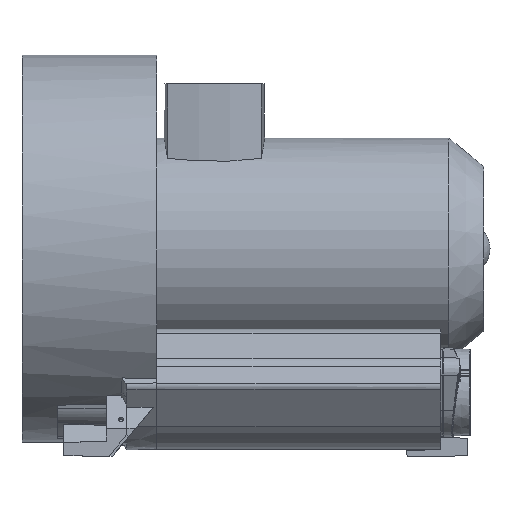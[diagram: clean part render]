
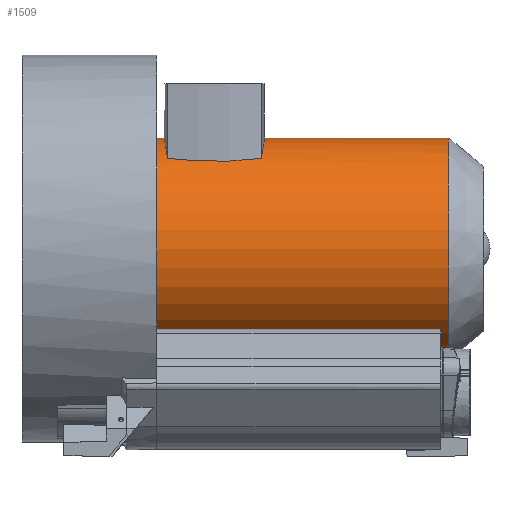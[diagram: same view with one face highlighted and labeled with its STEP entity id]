
A CAD part, left-side view. The second image highlights one B-rep face of the part: STEP entity #1509.
In plain terms, the highlighted cylindrical face has radius 160 mm (diameter 320 mm), a partial arc.
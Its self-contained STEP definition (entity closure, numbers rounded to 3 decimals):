
#300 = CARTESIAN_POINT ( 'NONE',  ( 0., -138.3, -160. ) ) ;
#590 = CARTESIAN_POINT ( 'NONE',  ( -78.479, -290.984, 139.669 ) ) ;
#626 = CARTESIAN_POINT ( 'NONE',  ( -72.903, -152.127, 142.441 ) ) ;
#795 = CARTESIAN_POINT ( 'NONE',  ( 0., -149.37, 160. ) ) ;
#799 = VERTEX_POINT ( 'NONE', #5657 ) ;
#863 = VERTEX_POINT ( 'NONE', #300 ) ;
#962 = CARTESIAN_POINT ( 'NONE',  ( -78.327, -152.638, 139.531 ) ) ;
#1076 = CARTESIAN_POINT ( 'NONE',  ( -16.378, -294.32, 159.369 ) ) ;
#1238 = CARTESIAN_POINT ( 'NONE',  ( -46.484, -293.352, 153.102 ) ) ;
#1509 = ADVANCED_FACE ( 'NONE', ( #28107 ), #5660, .T. ) ;
#1963 = VERTEX_POINT ( 'NONE', #14914 ) ;
#2590 = ORIENTED_EDGE ( 'NONE', *, *, #9332, .F. ) ;
#2934 = LINE ( 'NONE', #27985, #29160 ) ;
#2977 = VERTEX_POINT ( 'NONE', #17779 ) ;
#3064 = CARTESIAN_POINT ( 'NONE',  ( -16.303, -149.279, 159.379 ) ) ;
#3514 = CARTESIAN_POINT ( 'NONE',  ( -63.883, -292.264, 146.92 ) ) ;
#3553 = CARTESIAN_POINT ( 'NONE',  ( -56.189, -150.78, 150.031 ) ) ;
#3568 = CARTESIAN_POINT ( 'NONE',  ( -98.002, -210.325, 126.474 ) ) ;
#3672 = CARTESIAN_POINT ( 'NONE',  ( -92.244, -289.455, 130.733 ) ) ;
#3708 = CARTESIAN_POINT ( 'NONE',  ( -26.46, -149.488, 157.81 ) ) ;
#5404 = CARTESIAN_POINT ( 'NONE',  ( -95.495, -266.922, 128.381 ) ) ;
#5657 = CARTESIAN_POINT ( 'NONE',  ( 0., -294.23, 160. ) ) ;
#5660 = CYLINDRICAL_SURFACE ( 'NONE', #8811, 160. ) ;
#5924 = VERTEX_POINT ( 'NONE', #26918 ) ;
#6304 = CARTESIAN_POINT ( 'NONE',  ( -97.519, -199.056, 126.852 ) ) ;
#6326 = ORIENTED_EDGE ( 'NONE', *, *, #27026, .T. ) ;
#6489 = DIRECTION ( 'NONE',  ( 0., -1., 0. ) ) ;
#7055 = CIRCLE ( 'NONE', #21366, 160. ) ;
#7880 = CARTESIAN_POINT ( 'NONE',  ( -38.521, -293.724, 155.307 ) ) ;
#8044 = CARTESIAN_POINT ( 'NONE',  ( -47.47, -293.3, 152.799 ) ) ;
#8067 = DIRECTION ( 'NONE',  ( 0., -1., 0. ) ) ;
#8172 = DIRECTION ( 'NONE',  ( 0., 0., -1. ) ) ;
#8572 = B_SPLINE_CURVE_WITH_KNOTS ( 'NONE', 3,
 ( #28439, #11106, #15769, #6304, #3568, #13376, #16064, #25887, #5404, #13693, #11260, #21046 ),
 .UNSPECIFIED., .F., .F.,
 ( 4, 2, 2, 2, 2, 4 ),
 ( 0., 0.034, 0.068, 0.102, 0.118, 0.135 ),
 .UNSPECIFIED. ) ;
#8811 = AXIS2_PLACEMENT_3D ( 'NONE', #10759, #8067, #11074 ) ;
#9332 = EDGE_CURVE ( 'NONE', #799, #10823, #30002, .T. ) ;
#9653 = DIRECTION ( 'NONE',  ( 0., 1., 0. ) ) ;
#9708 = B_SPLINE_CURVE_WITH_KNOTS ( 'NONE', 3,
 ( #3672, #10887, #590, #3514, #30009, #8044, #1238, #22938, #29849, #28084, #7880, #23093, #17791, #1076, #25354, #20366 ),
 .UNSPECIFIED., .F., .F.,
 ( 4, 2, 2, 2, 2, 2, 2, 4 ),
 ( 0., 0.025, 0.049, 0.052, 0.055, 0.061, 0.074, 0.098 ),
 .UNSPECIFIED. ) ;
#9941 = DIRECTION ( 'NONE',  ( 0., -1., 0. ) ) ;
#10404 = CARTESIAN_POINT ( 'NONE',  ( 0., -89.25, 160. ) ) ;
#10759 = CARTESIAN_POINT ( 'NONE',  ( 0., -89.25, 0. ) ) ;
#10777 = CARTESIAN_POINT ( 'NONE',  ( -92.244, -154.145, 130.733 ) ) ;
#10799 = DIRECTION ( 'NONE',  ( 0., -1., 0. ) ) ;
#10823 = VERTEX_POINT ( 'NONE', #13971 ) ;
#10887 = CARTESIAN_POINT ( 'NONE',  ( -85.503, -290.252, 135.489 ) ) ;
#11074 = DIRECTION ( 'NONE',  ( 0., 0., -1. ) ) ;
#11106 = CARTESIAN_POINT ( 'NONE',  ( -94.166, -165.345, 129.377 ) ) ;
#11260 = CARTESIAN_POINT ( 'NONE',  ( -93.206, -283.851, 130.054 ) ) ;
#11345 = EDGE_LOOP ( 'NONE', ( #29425, #28738, #12931, #6326, #2590, #15315, #25252, #17192 ) ) ;
#12124 = CIRCLE ( 'NONE', #18261, 160. ) ;
#12931 = ORIENTED_EDGE ( 'NONE', *, *, #18968, .T. ) ;
#13376 = CARTESIAN_POINT ( 'NONE',  ( -98.012, -232.91, 126.466 ) ) ;
#13517 = CARTESIAN_POINT ( 'NONE',  ( -80.119, -152.816, 138.511 ) ) ;
#13693 = CARTESIAN_POINT ( 'NONE',  ( -94.048, -278.225, 129.444 ) ) ;
#13971 = CARTESIAN_POINT ( 'NONE',  ( 0., -560.765, 160. ) ) ;
#14205 = EDGE_CURVE ( 'NONE', #18651, #5924, #30418, .T. ) ;
#14638 = EDGE_CURVE ( 'NONE', #2977, #799, #9708, .T. ) ;
#14914 = CARTESIAN_POINT ( 'NONE',  ( 0., -560.765, -160. ) ) ;
#15315 = ORIENTED_EDGE ( 'NONE', *, *, #14638, .F. ) ;
#15585 = CARTESIAN_POINT ( 'NONE',  ( -74.721, -152.293, 141.496 ) ) ;
#15769 = CARTESIAN_POINT ( 'NONE',  ( -95.601, -176.566, 128.304 ) ) ;
#15943 = EDGE_CURVE ( 'NONE', #5924, #2977, #8572, .T. ) ;
#16064 = CARTESIAN_POINT ( 'NONE',  ( -97.54, -244.227, 126.836 ) ) ;
#17192 = ORIENTED_EDGE ( 'NONE', *, *, #14205, .F. ) ;
#17779 = CARTESIAN_POINT ( 'NONE',  ( -92.244, -289.455, 130.733 ) ) ;
#17791 = CARTESIAN_POINT ( 'NONE',  ( -28.496, -294.069, 157.495 ) ) ;
#17800 = VERTEX_POINT ( 'NONE', #25295 ) ;
#17981 = CARTESIAN_POINT ( 'NONE',  ( -34.568, -149.726, 156.235 ) ) ;
#18261 = AXIS2_PLACEMENT_3D ( 'NONE', #24099, #9653, #31013 ) ;
#18651 = VERTEX_POINT ( 'NONE', #29305 ) ;
#18968 = EDGE_CURVE ( 'NONE', #863, #1963, #2934, .T. ) ;
#19175 = VECTOR ( 'NONE', #6489, 1000. ) ;
#20172 = CARTESIAN_POINT ( 'NONE',  ( 0., -138.3, 0. ) ) ;
#20238 = CARTESIAN_POINT ( 'NONE',  ( -40.574, -149.954, 154.825 ) ) ;
#20366 = CARTESIAN_POINT ( 'NONE',  ( 0., -294.23, 160. ) ) ;
#20561 = CARTESIAN_POINT ( 'NONE',  ( -88.879, -153.747, 133.107 ) ) ;
#20885 = CARTESIAN_POINT ( 'NONE',  ( -8.16, -149.253, 160. ) ) ;
#21046 = CARTESIAN_POINT ( 'NONE',  ( -92.244, -289.455, 130.733 ) ) ;
#21366 = AXIS2_PLACEMENT_3D ( 'NONE', #20172, #29978, #8172 ) ;
#22938 = CARTESIAN_POINT ( 'NONE',  ( -44.501, -293.452, 153.69 ) ) ;
#22976 = CARTESIAN_POINT ( 'NONE',  ( -63.743, -151.325, 146.982 ) ) ;
#23093 = CARTESIAN_POINT ( 'NONE',  ( -32.517, -293.951, 156.715 ) ) ;
#23279 = CARTESIAN_POINT ( 'NONE',  ( -85.427, -153.364, 135.348 ) ) ;
#24079 = EDGE_CURVE ( 'NONE', #17800, #18651, #25913, .T. ) ;
#24099 = CARTESIAN_POINT ( 'NONE',  ( 0., -560.765, 0. ) ) ;
#25252 = ORIENTED_EDGE ( 'NONE', *, *, #15943, .F. ) ;
#25295 = CARTESIAN_POINT ( 'NONE',  ( 0., -138.3, 160. ) ) ;
#25354 = CARTESIAN_POINT ( 'NONE',  ( -8.226, -294.348, 160. ) ) ;
#25887 = CARTESIAN_POINT ( 'NONE',  ( -96.099, -261.239, 127.927 ) ) ;
#25913 = LINE ( 'NONE', #30886, #19175 ) ;
#26918 = CARTESIAN_POINT ( 'NONE',  ( -92.244, -154.145, 130.733 ) ) ;
#27026 = EDGE_CURVE ( 'NONE', #1963, #10823, #12124, .T. ) ;
#27787 = EDGE_CURVE ( 'NONE', #17800, #863, #7055, .T. ) ;
#27960 = CARTESIAN_POINT ( 'NONE',  ( -44.52, -150.138, 153.735 ) ) ;
#27985 = CARTESIAN_POINT ( 'NONE',  ( 0., -89.25, -160. ) ) ;
#28084 = CARTESIAN_POINT ( 'NONE',  ( -40.517, -293.64, 154.799 ) ) ;
#28107 = FACE_OUTER_BOUND ( 'NONE', #11345, .T. ) ;
#28121 = CARTESIAN_POINT ( 'NONE',  ( -28.49, -149.539, 157.457 ) ) ;
#28439 = CARTESIAN_POINT ( 'NONE',  ( -92.244, -154.145, 130.733 ) ) ;
#28738 = ORIENTED_EDGE ( 'NONE', *, *, #27787, .T. ) ;
#29160 = VECTOR ( 'NONE', #10799, 1000. ) ;
#29305 = CARTESIAN_POINT ( 'NONE',  ( 0., -149.37, 160. ) ) ;
#29425 = ORIENTED_EDGE ( 'NONE', *, *, #24079, .F. ) ;
#29849 = CARTESIAN_POINT ( 'NONE',  ( -43.505, -293.501, 153.975 ) ) ;
#29978 = DIRECTION ( 'NONE',  ( 0., -1., 0. ) ) ;
#30002 = LINE ( 'NONE', #10404, #31012 ) ;
#30009 = CARTESIAN_POINT ( 'NONE',  ( -56.311, -292.813, 149.99 ) ) ;
#30418 = B_SPLINE_CURVE_WITH_KNOTS ( 'NONE', 3,
 ( #795, #20885, #3064, #3708, #28121, #30698, #17981, #20238, #27960, #3553, #22976, #626, #15585, #962, #13517, #23279, #20561, #10777 ),
 .UNSPECIFIED., .F., .F.,
 ( 4, 2, 2, 2, 2, 2, 2, 2, 4 ),
 ( 0.075, 0.099, 0.105, 0.111, 0.124, 0.148, 0.154, 0.16, 0.173 ),
 .UNSPECIFIED. ) ;
#30698 = CARTESIAN_POINT ( 'NONE',  ( -32.549, -149.658, 156.668 ) ) ;
#30886 = CARTESIAN_POINT ( 'NONE',  ( 0., -89.25, 160. ) ) ;
#31012 = VECTOR ( 'NONE', #9941, 1000. ) ;
#31013 = DIRECTION ( 'NONE',  ( 0., 0., -1. ) ) ;
